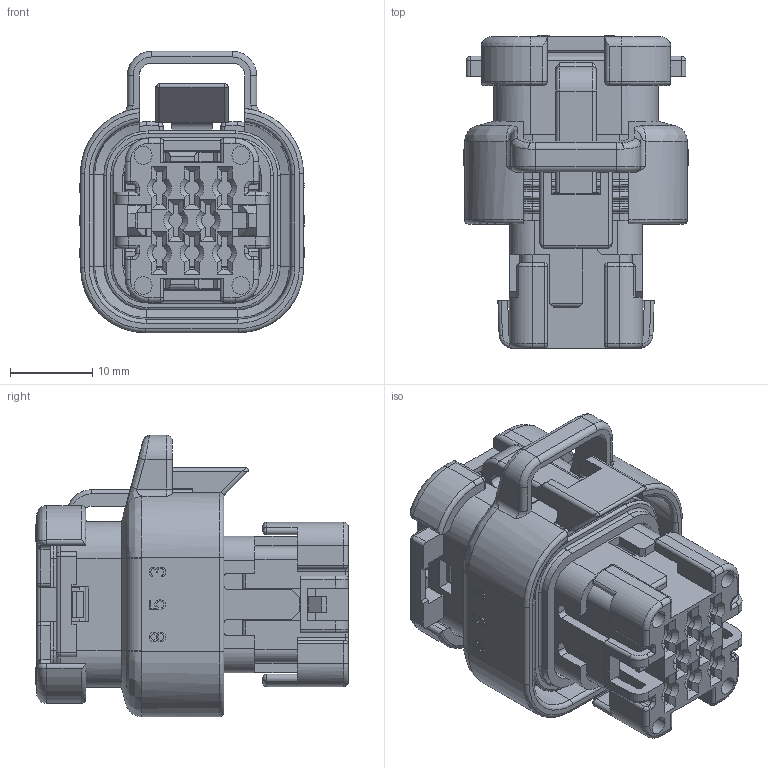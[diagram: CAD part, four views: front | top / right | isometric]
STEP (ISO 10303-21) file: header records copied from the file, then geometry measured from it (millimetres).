
FILE_DESCRIPTION( ('This file contains a STEP AP42 implementation' ,'as created by ZW3D STEP Interface translator.') ,'2;1' );
FILE_NAME( '74040-3FC008AN00WAX(W).stp' ,'23 314.165714', (''), ('ZWCAD Software Co.'), 'Version 1.0', 'ZW3D to STEP translator', '' );
FILE_SCHEMA(('AUTOMOTIVE_DESIGN { 1 0 10303 214 1 1 1 1 }'));
Length unit declared in the file: millimetre
Products named in the file (2): 0; aaa
Bounding box: 27.32 x 38.07 x 34.25 mm (x, y, z)
Volume: 12385.7 mm3; surface area: 12974.1 mm2
Topology: 1 solids, 12 shells, 1963 faces, 5216 edges, 3284 vertices
Faces by surface type: plane 1129, cylinder 480, torus 180, cone 86, bspline 66, sphere 22
Entity records: 65245 total; most frequent: CARTESIAN_POINT 14413, ORIENTED_EDGE 10452, DIRECTION 9925, EDGE_CURVE 5224, VECTOR 3675, LINE 3675, VERTEX_POINT 3292, AXIS2_PLACEMENT_3D 3125
